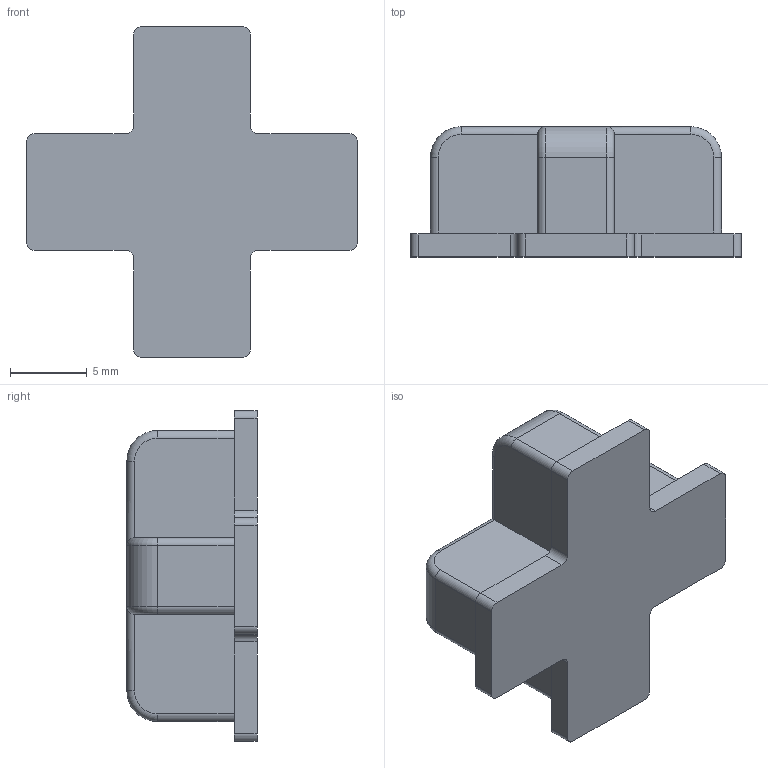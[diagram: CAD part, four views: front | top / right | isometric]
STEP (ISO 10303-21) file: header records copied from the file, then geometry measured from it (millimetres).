
FILE_DESCRIPTION(/* description */ (''),/* implementation_level */ '2;1');
FILE_NAME(/* name */ 'Cross.stp',/* time_stamp */ '2018-06-12T10:52:31+02:00',/* author */ ('dimercur'),/* organization */ (''),/* preprocessor_version */ 'ST-DEVELOPER v16.1',/* originating_system */ 'Autodesk Inventor 2016',/* authorisation */ '');
FILE_SCHEMA (('AUTOMOTIVE_DESIGN { 1 0 10303 214 3 1 1 }'));
Length unit declared in the file: millimetre
Products named in the file (1): Cross
Bounding box: 21.6 x 8.5 x 21.6 mm (x, y, z)
Volume: 1535.8 mm3; surface area: 1157.8 mm2
Topology: 1 solids, 1 shells, 83 faces, 208 edges, 132 vertices
Faces by surface type: plane 43, cylinder 32, torus 8
Entity records: 2494 total; most frequent: DIRECTION 444, CARTESIAN_POINT 424, ORIENTED_EDGE 416, EDGE_CURVE 208, AXIS2_PLACEMENT_3D 152, LINE 140, VECTOR 140, VERTEX_POINT 132
